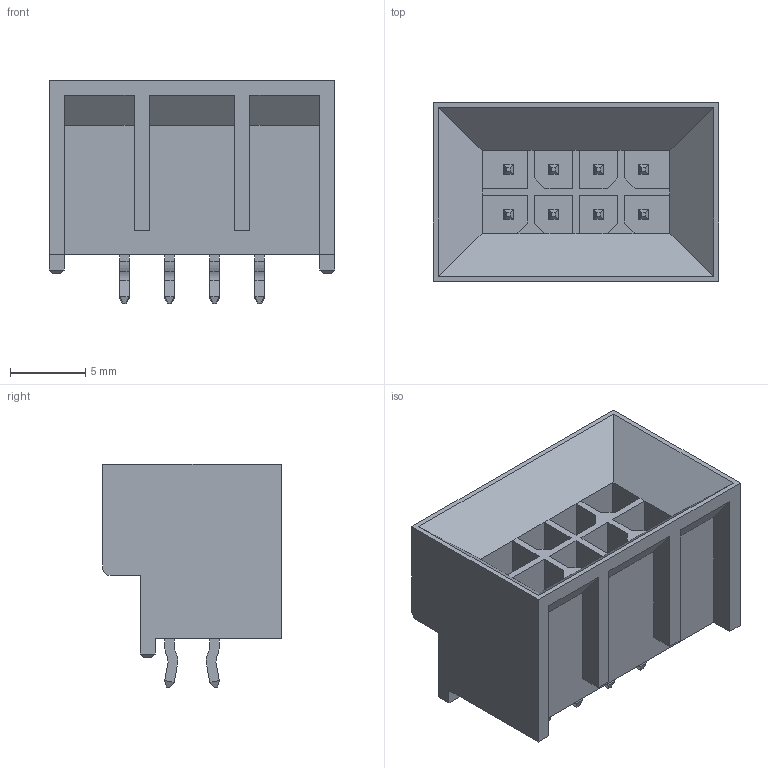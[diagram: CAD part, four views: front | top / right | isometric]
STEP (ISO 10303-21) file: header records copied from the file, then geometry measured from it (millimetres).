
FILE_DESCRIPTION((''),'2;1');
FILE_NAME('444320802','2018-10-11T',('gga'),(''), 'PRO/ENGINEER BY PARAMETRIC TECHNOLOGY CORPORATION, 2016010', 'PRO/ENGINEER BY PARAMETRIC TECHNOLOGY CORPORATION, 2016010','');
FILE_SCHEMA(('CONFIG_CONTROL_DESIGN'));
Length unit declared in the file: millimetre
Products named in the file (1): 444320802
Bounding box: 19 x 11.9 x 14.86 mm (x, y, z)
Volume: 1562.8 mm3; surface area: 1865.6 mm2
Topology: 1 solids, 1 shells, 279 faces, 708 edges, 448 vertices
Faces by surface type: plane 246, cylinder 33
Entity records: 8209 total; most frequent: CARTESIAN_POINT 1416, ORIENTED_EDGE 1376, DIRECTION 1354, EDGE_CURVE 688, VECTOR 622, LINE 622, VERTEX_POINT 428, AXIS2_PLACEMENT_3D 366
